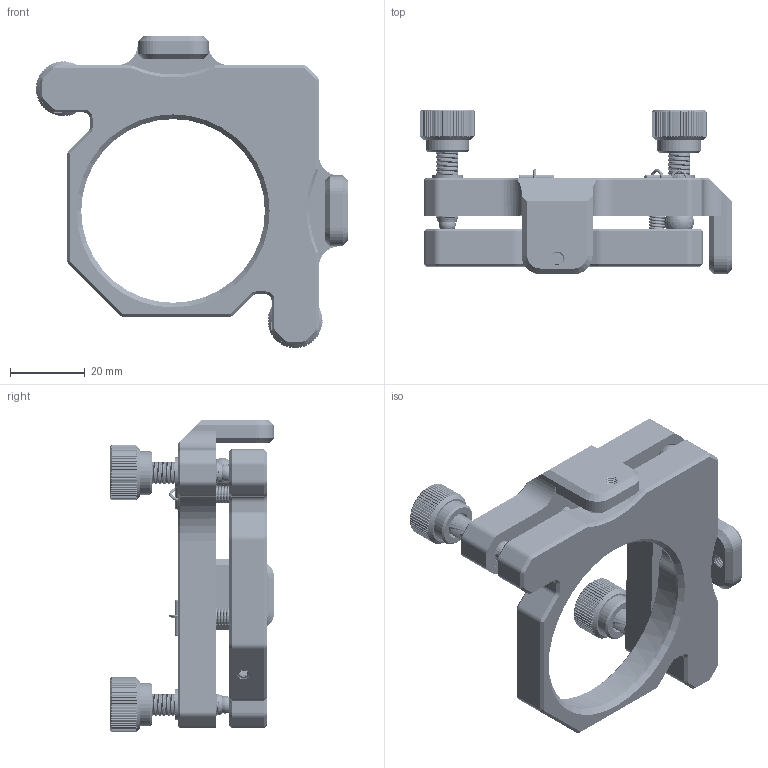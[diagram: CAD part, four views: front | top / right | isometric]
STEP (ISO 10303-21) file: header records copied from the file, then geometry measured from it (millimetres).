
FILE_DESCRIPTION((''),'2;1');
FILE_NAME('MK200-DX_ASM','2025-06-02T16:10:29',('R&D'),(''),'CREO PARAMETRIC BY PTC INC, 2021063','CREO PARAMETRIC BY PTC INC, 2021063','');
FILE_SCHEMA(('CONFIG_CONTROL_DESIGN'));
Products named in the file (20): MK200-DX-A2; MK200-DX-A3; MK200-DX-A4; MK200-DX-A5; MK200-DX-A6; MK200-DX-A7; MK200-DX-A8; MK200-DX-B1; MK200-DX-B2; MK200-DX-B3; MK200-DX-B4; MK200-DX-B5; MK200-DX-B6; MK200-DX-B7; MK200-DX-B8; MK200-DX-B9; MK200-DX-C1; MK200-DX-C2; MK200-DX-A1_ASM; MK200-DX_ASM
Assembly tree (22 placements, depth 3):
  MK200-DX_ASM
    MK200-DX-A1_ASM
      MK200-DX-A2
      MK200-DX-A3
      MK200-DX-A4
      MK200-DX-A5
      MK200-DX-A6
      MK200-DX-A7
      MK200-DX-A8
      MK200-DX-B1
      MK200-DX-B2
      MK200-DX-B3
      MK200-DX-B4
      MK200-DX-B5
      MK200-DX-B6
      MK200-DX-B7
      MK200-DX-B8
      MK200-DX-B9  x2
      MK200-DX-C1  x2
      MK200-DX-C2  x2
Bounding box: 83.82 x 44.2 x 83.82 mm (x, y, z)
Volume: 49321.5 mm3; surface area: 26039.1 mm2
Topology: 21 solids, 21 shells, 1839 faces, 5019 edges, 3228 vertices
Faces by surface type: cylinder 932, plane 496, bspline 226, cone 164, sphere 10, extrusion 6, revolution 3, torus 2
Entity records: 158000 total; most frequent: CARTESIAN_POINT 128566, ORIENTED_EDGE 6786, DIRECTION 4934, EDGE_CURVE 3393, VERTEX_POINT 2180, AXIS2_PLACEMENT_3D 1773, B_SPLINE_CURVE_WITH_KNOTS 1427, VECTOR 1385
